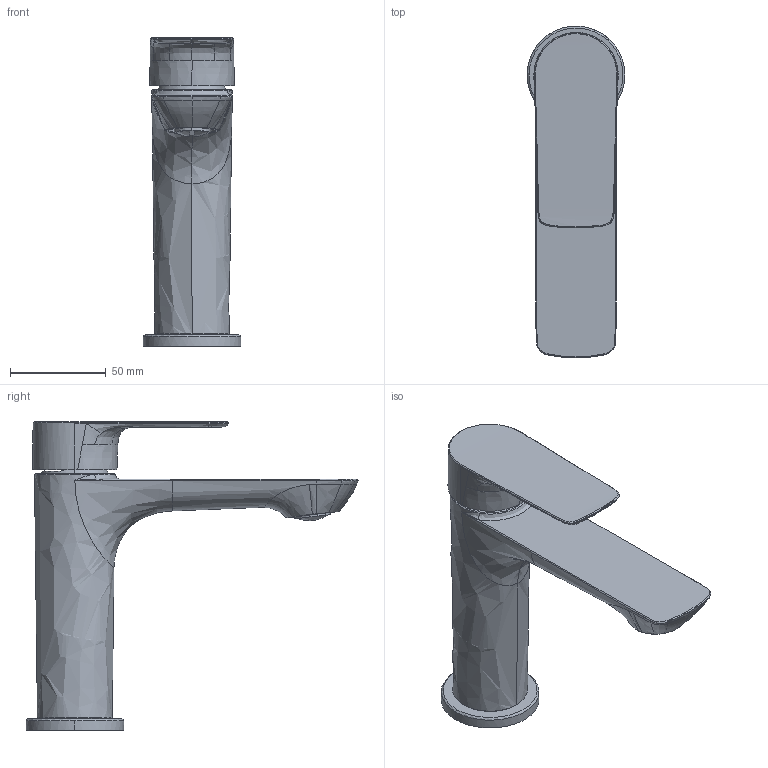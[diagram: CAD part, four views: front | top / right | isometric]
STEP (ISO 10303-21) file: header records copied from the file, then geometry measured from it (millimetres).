
FILE_DESCRIPTION(/* description */ (''),/* implementation_level */ '2;1');
FILE_NAME(/* name */ 'STEP - 9L1098601CPBFUC_2218810',/* time_stamp */ '2024-11-21T17:19:01+11:00',/* author */ (''),/* organization */ (''),/* preprocessor_version */ 'ST-DEVELOPER v16.5',/* originating_system */ 'Rhino 7.37',/* authorisation */ '');
FILE_SCHEMA (('AUTOMOTIVE_DESIGN'));
Products named in the file (1): Document
Bounding box: 51 x 173.22 x 161.1 mm (x, y, z)
Volume: 59513.9 mm3; surface area: 112307.9 mm2
Topology: 19 solids, 20 shells, 5567 faces, 15599 edges, 10107 vertices
Faces by surface type: plane 3499, bspline 1282, cylinder 786
Entity records: 239606 total; most frequent: CARTESIAN_POINT 138227, ORIENTED_EDGE 31038, EDGE_CURVE 15524, B_SPLINE_CURVE_WITH_KNOTS 13219, VERTEX_POINT 10107, EDGE_LOOP 6296, ADVANCED_FACE 5567, FACE_OUTER_BOUND 5567
